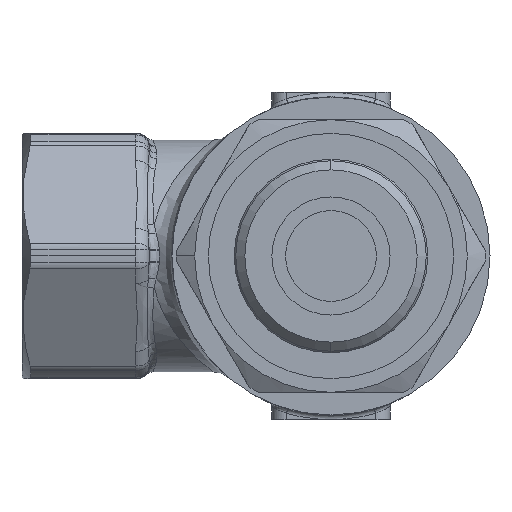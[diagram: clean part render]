
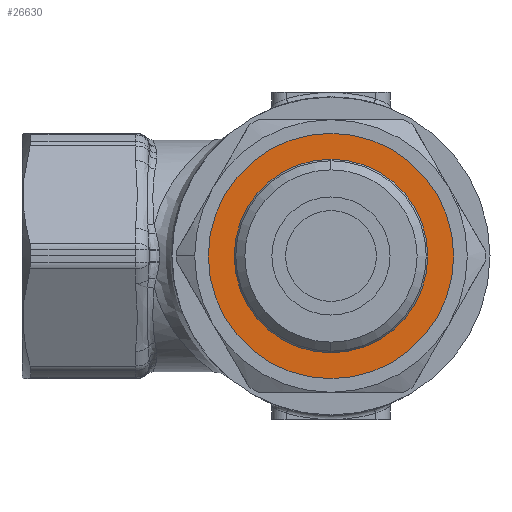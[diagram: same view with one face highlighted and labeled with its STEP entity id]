
A CAD part, front view. The second image highlights one B-rep face of the part: STEP entity #26630.
In plain terms, the highlighted planar face has unit normal (0, -1, 0).
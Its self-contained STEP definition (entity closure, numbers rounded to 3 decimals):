
#2171 = DIRECTION ( 'NONE',  ( 0., -1., 0. ) ) ;
#3001 = CIRCLE ( 'NONE', #10026, 13.5 ) ;
#4482 = CIRCLE ( 'NONE', #4659, 10.65 ) ;
#4659 = AXIS2_PLACEMENT_3D ( 'NONE', #24712, #10009, #27179 ) ;
#5684 = CARTESIAN_POINT ( 'NONE',  ( 0., -57.439, 0. ) ) ;
#5847 = VERTEX_POINT ( 'NONE', #17037 ) ;
#6405 = CARTESIAN_POINT ( 'NONE',  ( 0., -57.439, -13.5 ) ) ;
#6571 = EDGE_LOOP ( 'NONE', ( #9238, #15981 ) ) ;
#6797 = CIRCLE ( 'NONE', #11810, 13.5 ) ;
#7283 = CARTESIAN_POINT ( 'NONE',  ( 0., -57.439, 0. ) ) ;
#8154 = DIRECTION ( 'NONE',  ( 0., 0., -1. ) ) ;
#8634 = VERTEX_POINT ( 'NONE', #26036 ) ;
#9238 = ORIENTED_EDGE ( 'NONE', *, *, #14602, .T. ) ;
#9739 = DIRECTION ( 'NONE',  ( 0., 0., -1. ) ) ;
#9806 = EDGE_CURVE ( 'NONE', #14176, #8634, #25695, .T. ) ;
#9889 = FACE_BOUND ( 'NONE', #15142, .T. ) ;
#10009 = DIRECTION ( 'NONE',  ( 0., -1., 0. ) ) ;
#10026 = AXIS2_PLACEMENT_3D ( 'NONE', #16976, #2171, #19430 ) ;
#10699 = FACE_OUTER_BOUND ( 'NONE', #6571, .T. ) ;
#11810 = AXIS2_PLACEMENT_3D ( 'NONE', #7283, #24474, #9739 ) ;
#14176 = VERTEX_POINT ( 'NONE', #28799 ) ;
#14225 = DIRECTION ( 'NONE',  ( 0., -1., 0. ) ) ;
#14602 = EDGE_CURVE ( 'NONE', #29482, #5847, #6797, .T. ) ;
#15142 = EDGE_LOOP ( 'NONE', ( #29925, #20495 ) ) ;
#15981 = ORIENTED_EDGE ( 'NONE', *, *, #26299, .T. ) ;
#16976 = CARTESIAN_POINT ( 'NONE',  ( 0., -57.439, 0. ) ) ;
#17037 = CARTESIAN_POINT ( 'NONE',  ( 0., -57.439, 13.5 ) ) ;
#19032 = PLANE ( 'NONE',  #20350 ) ;
#19430 = DIRECTION ( 'NONE',  ( 0., 0., -1. ) ) ;
#20350 = AXIS2_PLACEMENT_3D ( 'NONE', #28890, #14225, #31375 ) ;
#20495 = ORIENTED_EDGE ( 'NONE', *, *, #9806, .F. ) ;
#20559 = AXIS2_PLACEMENT_3D ( 'NONE', #5684, #22865, #8154 ) ;
#22865 = DIRECTION ( 'NONE',  ( 0., -1., 0. ) ) ;
#24474 = DIRECTION ( 'NONE',  ( 0., -1., 0. ) ) ;
#24712 = CARTESIAN_POINT ( 'NONE',  ( 0., -57.439, 0. ) ) ;
#25695 = CIRCLE ( 'NONE', #20559, 10.65 ) ;
#26036 = CARTESIAN_POINT ( 'NONE',  ( 0., -57.439, 10.65 ) ) ;
#26299 = EDGE_CURVE ( 'NONE', #5847, #29482, #3001, .T. ) ;
#26630 = ADVANCED_FACE ( 'NONE', ( #10699, #9889 ), #19032, .T. ) ;
#27179 = DIRECTION ( 'NONE',  ( 0., 0., -1. ) ) ;
#28799 = CARTESIAN_POINT ( 'NONE',  ( 0., -57.439, -10.65 ) ) ;
#28890 = CARTESIAN_POINT ( 'NONE',  ( 13.5, -57.439, 0. ) ) ;
#29482 = VERTEX_POINT ( 'NONE', #6405 ) ;
#29925 = ORIENTED_EDGE ( 'NONE', *, *, #31948, .F. ) ;
#31375 = DIRECTION ( 'NONE',  ( 0., 0., -1. ) ) ;
#31948 = EDGE_CURVE ( 'NONE', #8634, #14176, #4482, .T. ) ;
